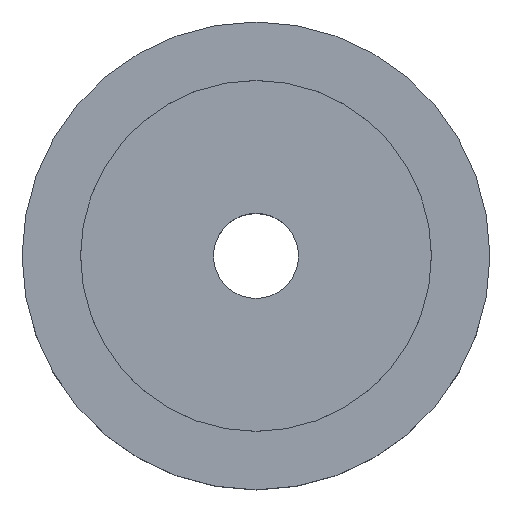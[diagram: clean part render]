
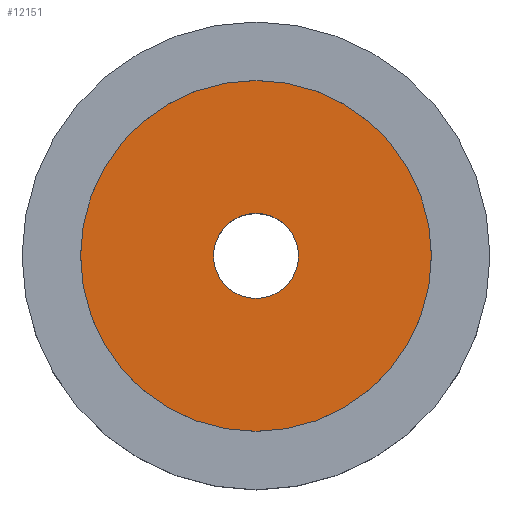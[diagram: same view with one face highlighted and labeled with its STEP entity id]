
A CAD part, top view. The second image highlights one B-rep face of the part: STEP entity #12151.
In plain terms, the highlighted planar face has unit normal (0, 0, 1).
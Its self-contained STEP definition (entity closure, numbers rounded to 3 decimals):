
#952 = EDGE_CURVE ( 'NONE', #7812, #14725, #1865, .T. ) ;
#1663 = AXIS2_PLACEMENT_3D ( 'NONE', #8136, #8214, #4351 ) ;
#1865 = CIRCLE ( 'NONE', #14972, 4. ) ;
#2027 = AXIS2_PLACEMENT_3D ( 'NONE', #4004, #13940, #6467 ) ;
#2782 = EDGE_CURVE ( 'NONE', #13927, #10812, #7654, .T. ) ;
#3382 = ORIENTED_EDGE ( 'NONE', *, *, #952, .T. ) ;
#4004 = CARTESIAN_POINT ( 'NONE',  ( 0., 0., 1.5 ) ) ;
#4296 = EDGE_CURVE ( 'NONE', #10812, #13927, #5071, .T. ) ;
#4351 = DIRECTION ( 'NONE',  ( 1., 0., 0. ) ) ;
#4828 = CARTESIAN_POINT ( 'NONE',  ( 0., 0., 1.5 ) ) ;
#5071 = CIRCLE ( 'NONE', #1663, 16.5 ) ;
#5292 = AXIS2_PLACEMENT_3D ( 'NONE', #6831, #14463, #12007 ) ;
#5369 = CARTESIAN_POINT ( 'NONE',  ( 0., 0., 1.5 ) ) ;
#5708 = ORIENTED_EDGE ( 'NONE', *, *, #4296, .F. ) ;
#5740 = CIRCLE ( 'NONE', #12301, 4. ) ;
#6467 = DIRECTION ( 'NONE',  ( 0., -1., 0. ) ) ;
#6776 = CARTESIAN_POINT ( 'NONE',  ( 16.5, 0., 1.5 ) ) ;
#6831 = CARTESIAN_POINT ( 'NONE',  ( 0., 0., 1.5 ) ) ;
#6979 = DIRECTION ( 'NONE',  ( -1., 0., 0. ) ) ;
#7186 = CARTESIAN_POINT ( 'NONE',  ( 4., 0., 1.5 ) ) ;
#7654 = CIRCLE ( 'NONE', #5292, 16.5 ) ;
#7812 = VERTEX_POINT ( 'NONE', #7186 ) ;
#8136 = CARTESIAN_POINT ( 'NONE',  ( 0., 0., 1.5 ) ) ;
#8214 = DIRECTION ( 'NONE',  ( 0., 0., -1. ) ) ;
#10336 = PLANE ( 'NONE',  #2027 ) ;
#10391 = DIRECTION ( 'NONE',  ( 0., 0., -1. ) ) ;
#10557 = CARTESIAN_POINT ( 'NONE',  ( -16.5, 0., 1.5 ) ) ;
#10812 = VERTEX_POINT ( 'NONE', #6776 ) ;
#11401 = FACE_BOUND ( 'NONE', #11567, .T. ) ;
#11567 = EDGE_LOOP ( 'NONE', ( #13765, #3382 ) ) ;
#11969 = EDGE_LOOP ( 'NONE', ( #5708, #13882 ) ) ;
#12007 = DIRECTION ( 'NONE',  ( 1., 0., 0. ) ) ;
#12151 = ADVANCED_FACE ( 'NONE', ( #11401, #15095 ), #10336, .F. ) ;
#12301 = AXIS2_PLACEMENT_3D ( 'NONE', #4828, #15844, #6979 ) ;
#12808 = CARTESIAN_POINT ( 'NONE',  ( -4., 0., 1.5 ) ) ;
#13765 = ORIENTED_EDGE ( 'NONE', *, *, #14817, .T. ) ;
#13882 = ORIENTED_EDGE ( 'NONE', *, *, #2782, .F. ) ;
#13927 = VERTEX_POINT ( 'NONE', #10557 ) ;
#13940 = DIRECTION ( 'NONE',  ( 0., 0., -1. ) ) ;
#14236 = DIRECTION ( 'NONE',  ( -1., 0., 0. ) ) ;
#14463 = DIRECTION ( 'NONE',  ( 0., 0., -1. ) ) ;
#14725 = VERTEX_POINT ( 'NONE', #12808 ) ;
#14817 = EDGE_CURVE ( 'NONE', #14725, #7812, #5740, .T. ) ;
#14972 = AXIS2_PLACEMENT_3D ( 'NONE', #5369, #10391, #14236 ) ;
#15095 = FACE_OUTER_BOUND ( 'NONE', #11969, .T. ) ;
#15844 = DIRECTION ( 'NONE',  ( 0., 0., -1. ) ) ;
